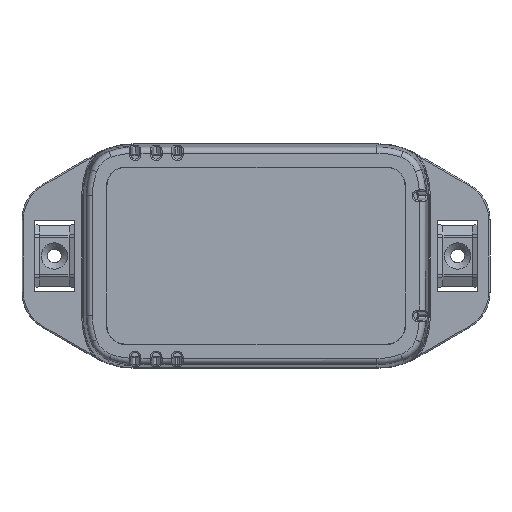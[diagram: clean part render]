
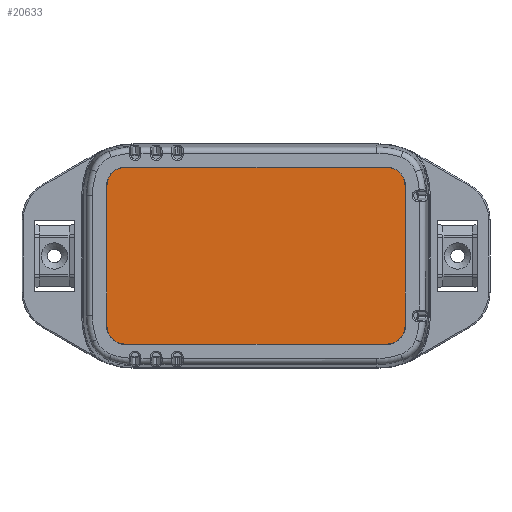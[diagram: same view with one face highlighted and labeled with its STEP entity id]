
A CAD part, top view. The second image highlights one B-rep face of the part: STEP entity #20633.
In plain terms, the highlighted face is planar.
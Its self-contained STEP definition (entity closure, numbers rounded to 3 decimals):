
#2776=LINE('',#47211,#4005);
#2779=LINE('',#47219,#4008);
#2782=LINE('',#47227,#4011);
#2784=LINE('',#47233,#4013);
#4005=VECTOR('',#28236,10.);
#4008=VECTOR('',#28245,10.);
#4011=VECTOR('',#28254,10.);
#4013=VECTOR('',#28262,10.);
#4512=PLANE('',#22893);
#5622=FACE_OUTER_BOUND('',#6921,.T.);
#6921=EDGE_LOOP('',(#18566,#18567,#18568,#18569,#18570,#18571,#18572,#18573));
#8014=CIRCLE('',#22882,4.4);
#8015=CIRCLE('',#22885,4.4);
#8016=CIRCLE('',#22888,4.4);
#8017=CIRCLE('',#22891,4.4);
#9777=VERTEX_POINT('',#47203);
#9778=VERTEX_POINT('',#47204);
#9779=VERTEX_POINT('',#47209);
#9780=VERTEX_POINT('',#47213);
#9781=VERTEX_POINT('',#47214);
#9782=VERTEX_POINT('',#47221);
#9783=VERTEX_POINT('',#47222);
#9784=VERTEX_POINT('',#47229);
#12753=EDGE_CURVE('',#9777,#9778,#8014,.T.);
#12757=EDGE_CURVE('',#9779,#9778,#2776,.T.);
#12758=EDGE_CURVE('',#9780,#9781,#8015,.T.);
#12761=EDGE_CURVE('',#9777,#9781,#2779,.T.);
#12762=EDGE_CURVE('',#9782,#9783,#8016,.T.);
#12765=EDGE_CURVE('',#9780,#9783,#2782,.T.);
#12766=EDGE_CURVE('',#9779,#9784,#8017,.T.);
#12768=EDGE_CURVE('',#9782,#9784,#2784,.T.);
#18566=ORIENTED_EDGE('',*,*,#12753,.T.);
#18567=ORIENTED_EDGE('',*,*,#12757,.F.);
#18568=ORIENTED_EDGE('',*,*,#12766,.T.);
#18569=ORIENTED_EDGE('',*,*,#12768,.F.);
#18570=ORIENTED_EDGE('',*,*,#12762,.T.);
#18571=ORIENTED_EDGE('',*,*,#12765,.F.);
#18572=ORIENTED_EDGE('',*,*,#12758,.T.);
#18573=ORIENTED_EDGE('',*,*,#12761,.F.);
#20633=ADVANCED_FACE('',(#5622),#4512,.F.);
#22882=AXIS2_PLACEMENT_3D('',#47205,#28229,#28230);
#22885=AXIS2_PLACEMENT_3D('',#47215,#28239,#28240);
#22888=AXIS2_PLACEMENT_3D('',#47223,#28248,#28249);
#22891=AXIS2_PLACEMENT_3D('',#47230,#28257,#28258);
#22893=AXIS2_PLACEMENT_3D('',#47234,#28263,#28264);
#28229=DIRECTION('center_axis',(0.,0.,-1.));
#28230=DIRECTION('ref_axis',(0.707,0.707,0.));
#28236=DIRECTION('',(0.,1.,0.));
#28239=DIRECTION('center_axis',(0.,0.,-1.));
#28240=DIRECTION('ref_axis',(-0.707,0.707,0.));
#28245=DIRECTION('',(-1.,0.,0.));
#28248=DIRECTION('center_axis',(0.,0.,-1.));
#28249=DIRECTION('ref_axis',(-0.707,-0.707,0.));
#28254=DIRECTION('',(0.,-1.,0.));
#28257=DIRECTION('center_axis',(0.,0.,-1.));
#28258=DIRECTION('ref_axis',(0.707,-0.707,0.));
#28262=DIRECTION('',(1.,0.,0.));
#28263=DIRECTION('center_axis',(0.,0.,1.));
#28264=DIRECTION('ref_axis',(1.,0.,0.));
#47203=CARTESIAN_POINT('',(32.35,21.75,-1.4));
#47204=CARTESIAN_POINT('',(36.75,17.35,-1.4));
#47205=CARTESIAN_POINT('Origin',(32.35,17.35,-1.4));
#47209=CARTESIAN_POINT('',(36.75,-17.35,-1.4));
#47211=CARTESIAN_POINT('',(36.75,-21.75,-1.4));
#47213=CARTESIAN_POINT('',(-36.75,17.35,-1.4));
#47214=CARTESIAN_POINT('',(-32.35,21.75,-1.4));
#47215=CARTESIAN_POINT('Origin',(-32.35,17.35,-1.4));
#47219=CARTESIAN_POINT('',(36.75,21.75,-1.4));
#47221=CARTESIAN_POINT('',(-32.35,-21.75,-1.4));
#47222=CARTESIAN_POINT('',(-36.75,-17.35,-1.4));
#47223=CARTESIAN_POINT('Origin',(-32.35,-17.35,-1.4));
#47227=CARTESIAN_POINT('',(-36.75,21.75,-1.4));
#47229=CARTESIAN_POINT('',(32.35,-21.75,-1.4));
#47230=CARTESIAN_POINT('Origin',(32.35,-17.35,-1.4));
#47233=CARTESIAN_POINT('',(-36.75,-21.75,-1.4));
#47234=CARTESIAN_POINT('Origin',(0.,0.,-1.4));
